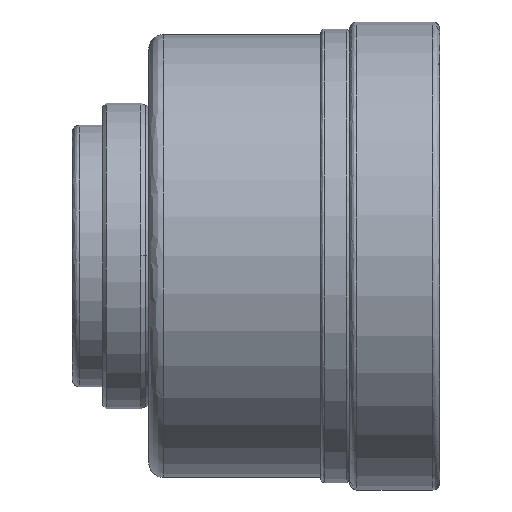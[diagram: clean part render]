
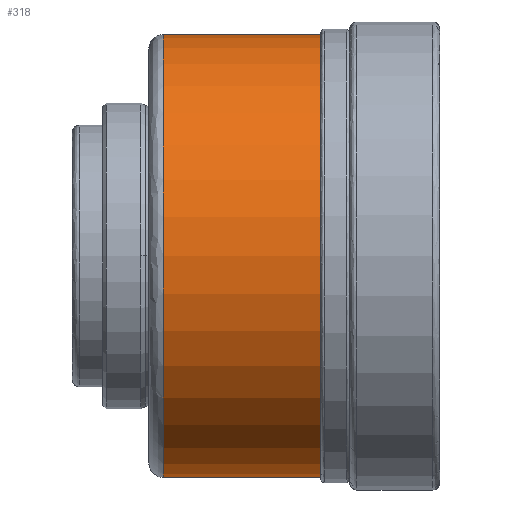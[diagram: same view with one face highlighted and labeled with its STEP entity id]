
A CAD part, top view. The second image highlights one B-rep face of the part: STEP entity #318.
In plain terms, the highlighted cylindrical face has radius 61.5 mm (diameter 123 mm), a partial arc.
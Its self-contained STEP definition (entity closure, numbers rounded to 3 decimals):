
#2 = CARTESIAN_POINT ( 'NONE',  ( 21., -61.5, 0. ) ) ;
#43 = DIRECTION ( 'NONE',  ( -1., 0., 0. ) ) ;
#54 = CARTESIAN_POINT ( 'NONE',  ( -5.223, 0., 0. ) ) ;
#65 = DIRECTION ( 'NONE',  ( 0., -1., 0. ) ) ;
#77 = DIRECTION ( 'NONE',  ( 0., -1., 0. ) ) ;
#94 = VERTEX_POINT ( 'NONE', #955 ) ;
#168 = EDGE_CURVE ( 'NONE', #2378, #386, #2139, .T. ) ;
#248 = AXIS2_PLACEMENT_3D ( 'NONE', #2263, #1162, #77 ) ;
#318 = ADVANCED_FACE ( 'NONE', ( #1951 ), #1377, .T. ) ;
#367 = CARTESIAN_POINT ( 'NONE',  ( -5.223, -61.5, 0. ) ) ;
#380 = DIRECTION ( 'NONE',  ( -1., 0., 0. ) ) ;
#386 = VERTEX_POINT ( 'NONE', #2 ) ;
#514 = ORIENTED_EDGE ( 'NONE', *, *, #168, .F. ) ;
#606 = LINE ( 'NONE', #1958, #746 ) ;
#662 = EDGE_CURVE ( 'NONE', #94, #2286, #606, .T. ) ;
#746 = VECTOR ( 'NONE', #1953, 1000. ) ;
#764 = CIRCLE ( 'NONE', #248, 61.5 ) ;
#879 = EDGE_LOOP ( 'NONE', ( #1299, #2365, #1235, #514 ) ) ;
#955 = CARTESIAN_POINT ( 'NONE',  ( 64.753, 61.5, 0. ) ) ;
#986 = VECTOR ( 'NONE', #380, 1000. ) ;
#990 = CARTESIAN_POINT ( 'NONE',  ( 64.753, -61.5, 0. ) ) ;
#1081 = AXIS2_PLACEMENT_3D ( 'NONE', #1495, #1496, #1499 ) ;
#1162 = DIRECTION ( 'NONE',  ( -1., 0., 0. ) ) ;
#1235 = ORIENTED_EDGE ( 'NONE', *, *, #1829, .T. ) ;
#1260 = CIRCLE ( 'NONE', #1081, 61.5 ) ;
#1299 = ORIENTED_EDGE ( 'NONE', *, *, #2351, .T. ) ;
#1377 = CYLINDRICAL_SURFACE ( 'NONE', #2304, 61.5 ) ;
#1495 = CARTESIAN_POINT ( 'NONE',  ( 21., 0., 0. ) ) ;
#1496 = DIRECTION ( 'NONE',  ( 1., 0., 0. ) ) ;
#1499 = DIRECTION ( 'NONE',  ( 0., -1., 0. ) ) ;
#1829 = EDGE_CURVE ( 'NONE', #2286, #386, #1260, .T. ) ;
#1951 = FACE_OUTER_BOUND ( 'NONE', #879, .T. ) ;
#1953 = DIRECTION ( 'NONE',  ( -1., 0., 0. ) ) ;
#1958 = CARTESIAN_POINT ( 'NONE',  ( -5.223, 61.5, 0. ) ) ;
#2139 = LINE ( 'NONE', #367, #986 ) ;
#2263 = CARTESIAN_POINT ( 'NONE',  ( 64.753, 0., 0. ) ) ;
#2286 = VERTEX_POINT ( 'NONE', #2342 ) ;
#2304 = AXIS2_PLACEMENT_3D ( 'NONE', #54, #43, #65 ) ;
#2342 = CARTESIAN_POINT ( 'NONE',  ( 21., 61.5, 0. ) ) ;
#2351 = EDGE_CURVE ( 'NONE', #2378, #94, #764, .T. ) ;
#2365 = ORIENTED_EDGE ( 'NONE', *, *, #662, .T. ) ;
#2378 = VERTEX_POINT ( 'NONE', #990 ) ;
